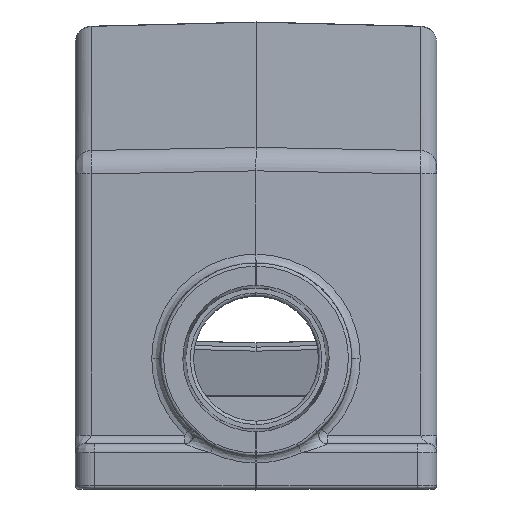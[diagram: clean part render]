
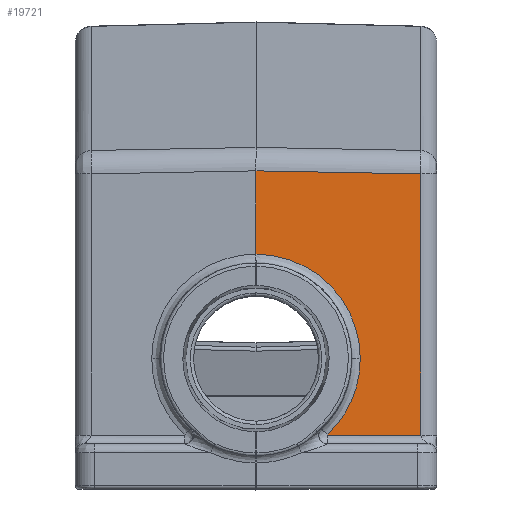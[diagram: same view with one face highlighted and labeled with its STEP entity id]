
A CAD part, top view. The second image highlights one B-rep face of the part: STEP entity #19721.
In plain terms, the highlighted planar face has unit normal (0.026, 0, 1).
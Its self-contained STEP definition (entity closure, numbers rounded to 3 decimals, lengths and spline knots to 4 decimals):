
#108 = FACE_OUTER_BOUND ( 'NONE', #7022, .T. ) ;
#2276 = CARTESIAN_POINT ( 'NONE',  ( 0.259, 3.5544, -1.3468 ) ) ;
#2491 = CARTESIAN_POINT ( 'NONE',  ( 1.1956, 3.0353, -1.3713 ) ) ;
#4504 = CARTESIAN_POINT ( 'NONE',  ( 2.5065, 5.11, -1.4056 ) ) ;
#5641 = CARTESIAN_POINT ( 'NONE',  ( 0.5117, 3.4938, -1.3534 ) ) ;
#6072 = CARTESIAN_POINT ( 'NONE',  ( 0.4124, 3.5242, -1.3508 ) ) ;
#6256 = CARTESIAN_POINT ( 'NONE',  ( 1.562, 1.7075, -1.3809 ) ) ;
#6475 = CARTESIAN_POINT ( 'NONE',  ( 1.5823, 1.8493, -1.3814 ) ) ;
#6911 = CARTESIAN_POINT ( 'NONE',  ( 1.2333, 0.9809, -1.3723 ) ) ;
#6998 = CARTESIAN_POINT ( 'NONE',  ( 1.5865, 1.986, -1.3815 ) ) ;
#7022 = EDGE_LOOP ( 'NONE', ( #28637, #13805, #41586, #19052, #44075, #29603 ) ) ;
#8254 = B_SPLINE_CURVE_WITH_KNOTS ( 'NONE', 3,
 ( #32646, #8734, #36030, #39817, #2276, #43391, #6072, #5641, #32423, #26370, #42958, #36249, #2491, #9382, #32864, #39368, #26145, #22586, #23015, #29510, #25708, #12518, #19457, #9166, #12965 ),
 .UNSPECIFIED., .F., .F.,
 ( 4, 1, 2, 2, 2, 2, 2, 2, 2, 1, 1, 2, 2, 4 ),
 ( 0., 0.0625, 0.0937, 0.125, 0.25, 0.375, 0.5, 0.625, 0.75, 0.8125, 0.8437, 0.8594, 0.875, 1. ),
 .UNSPECIFIED. ) ;
#8467 = B_SPLINE_CURVE_WITH_KNOTS ( 'NONE', 3,
 ( #43796, #26334, #6475, #37095, #6256, #20082, #19874, #33940, #10226, #16938, #19650, #23430, #30587, #13600, #27214, #6911, #20526, #23211 ),
 .UNSPECIFIED., .F., .F.,
 ( 4, 1, 1, 1, 2, 2, 2, 1, 2, 2, 4 ),
 ( 0., 0.125, 0.1875, 0.2187, 0.2344, 0.25, 0.5, 0.625, 0.6875, 0.75, 1. ),
 .UNSPECIFIED. ) ;
#8734 = CARTESIAN_POINT ( 'NONE',  ( 0.0522, 3.5759, -1.3414 ) ) ;
#9166 = CARTESIAN_POINT ( 'NONE',  ( 1.5865, 2.0906, -1.3815 ) ) ;
#9382 = CARTESIAN_POINT ( 'NONE',  ( 1.2613, 2.9551, -1.373 ) ) ;
#9823 = VECTOR ( 'NONE', #28126, 39.3701 ) ;
#10030 = LINE ( 'NONE', #14271, #11871 ) ;
#10226 = CARTESIAN_POINT ( 'NONE',  ( 1.5306, 1.5543, -1.3801 ) ) ;
#10306 = VERTEX_POINT ( 'NONE', #27721 ) ;
#11225 = CARTESIAN_POINT ( 'NONE',  ( 2.5065, 4.7981, -1.4056 ) ) ;
#11871 = VECTOR ( 'NONE', #34848, 39.3701 ) ;
#12518 = CARTESIAN_POINT ( 'NONE',  ( 1.5533, 2.3095, -1.3807 ) ) ;
#12965 = CARTESIAN_POINT ( 'NONE',  ( 1.5865, 1.986, -1.3815 ) ) ;
#13600 = CARTESIAN_POINT ( 'NONE',  ( 1.3266, 1.1144, -1.3747 ) ) ;
#13703 = DIRECTION ( 'NONE',  ( 0.026, 0., 1. ) ) ;
#13805 = ORIENTED_EDGE ( 'NONE', *, *, #15347, .T. ) ;
#14271 = CARTESIAN_POINT ( 'NONE',  ( 0., 5.11, -1.34 ) ) ;
#14528 = VERTEX_POINT ( 'NONE', #18198 ) ;
#14782 = VERTEX_POINT ( 'NONE', #6998 ) ;
#15347 = EDGE_CURVE ( 'NONE', #14782, #10306, #8467, .T. ) ;
#16194 = EDGE_CURVE ( 'NONE', #10306, #31530, #27676, .T. ) ;
#16832 = PLANE ( 'NONE',  #27738 ) ;
#16938 = CARTESIAN_POINT ( 'NONE',  ( 1.4978, 1.4514, -1.3792 ) ) ;
#17367 = CARTESIAN_POINT ( 'NONE',  ( 0., 3.576, -1.34 ) ) ;
#18198 = CARTESIAN_POINT ( 'NONE',  ( 0., 4.844, -1.34 ) ) ;
#19052 = ORIENTED_EDGE ( 'NONE', *, *, #33120, .T. ) ;
#19137 = EDGE_CURVE ( 'NONE', #32167, #14782, #8254, .T. ) ;
#19457 = CARTESIAN_POINT ( 'NONE',  ( 1.5763, 2.1941, -1.3813 ) ) ;
#19650 = CARTESIAN_POINT ( 'NONE',  ( 1.433, 1.3022, -1.3775 ) ) ;
#19721 = ADVANCED_FACE ( '1127', ( #108 ), #16832, .T. ) ;
#19874 = CARTESIAN_POINT ( 'NONE',  ( 1.5556, 1.6739, -1.3807 ) ) ;
#20068 = LINE ( 'NONE', #40213, #26424 ) ;
#20082 = CARTESIAN_POINT ( 'NONE',  ( 1.5582, 1.6873, -1.3808 ) ) ;
#20526 = CARTESIAN_POINT ( 'NONE',  ( 1.1622, 0.8993, -1.3704 ) ) ;
#22586 = CARTESIAN_POINT ( 'NONE',  ( 1.5117, 2.4728, -1.3796 ) ) ;
#23015 = CARTESIAN_POINT ( 'NONE',  ( 1.5359, 2.3854, -1.3802 ) ) ;
#23211 = CARTESIAN_POINT ( 'NONE',  ( 1.0828, 0.825, -1.3684 ) ) ;
#23430 = CARTESIAN_POINT ( 'NONE',  ( 1.3969, 1.2296, -1.3766 ) ) ;
#25116 = EDGE_CURVE ( 'NONE', #37378, #14528, #20068, .T. ) ;
#25708 = CARTESIAN_POINT ( 'NONE',  ( 1.5506, 2.3222, -1.3806 ) ) ;
#26145 = CARTESIAN_POINT ( 'NONE',  ( 1.4855, 2.5461, -1.3789 ) ) ;
#26334 = CARTESIAN_POINT ( 'NONE',  ( 1.5865, 1.9312, -1.3815 ) ) ;
#26370 = CARTESIAN_POINT ( 'NONE',  ( 0.7953, 3.3647, -1.3608 ) ) ;
#26424 = VECTOR ( 'NONE', #40650, 39.3701 ) ;
#27214 = CARTESIAN_POINT ( 'NONE',  ( 1.3116, 1.0919, -1.3743 ) ) ;
#27676 = LINE ( 'NONE', #34404, #9823 ) ;
#27721 = CARTESIAN_POINT ( 'NONE',  ( 1.0828, 0.825, -1.3684 ) ) ;
#27738 = AXIS2_PLACEMENT_3D ( 'NONE', #40777, #13703, #40984 ) ;
#28126 = DIRECTION ( 'NONE',  ( 1., 0., -0.026 ) ) ;
#28637 = ORIENTED_EDGE ( 'NONE', *, *, #19137, .T. ) ;
#29510 = CARTESIAN_POINT ( 'NONE',  ( 1.5449, 2.3475, -1.3805 ) ) ;
#29603 = ORIENTED_EDGE ( 'NONE', *, *, #40283, .F. ) ;
#29884 = CARTESIAN_POINT ( 'NONE',  ( 2.5065, 0.825, -1.4056 ) ) ;
#30587 = CARTESIAN_POINT ( 'NONE',  ( 1.3554, 1.1601, -1.3755 ) ) ;
#31530 = VERTEX_POINT ( 'NONE', #29884 ) ;
#32167 = VERTEX_POINT ( 'NONE', #17367 ) ;
#32423 = CARTESIAN_POINT ( 'NONE',  ( 0.704, 3.4137, -1.3584 ) ) ;
#32646 = CARTESIAN_POINT ( 'NONE',  ( 0., 3.576, -1.34 ) ) ;
#32864 = CARTESIAN_POINT ( 'NONE',  ( 1.3769, 2.7819, -1.3761 ) ) ;
#33120 = EDGE_CURVE ( 'NONE', #31530, #37378, #38238, .T. ) ;
#33940 = CARTESIAN_POINT ( 'NONE',  ( 1.5542, 1.6671, -1.3807 ) ) ;
#34404 = CARTESIAN_POINT ( 'NONE',  ( 0., 0.825, -1.34 ) ) ;
#34656 = DIRECTION ( 'NONE',  ( 0., 1., 0. ) ) ;
#34848 = DIRECTION ( 'NONE',  ( 0., 1., 0. ) ) ;
#36030 = CARTESIAN_POINT ( 'NONE',  ( 0.1302, 3.5719, -1.3434 ) ) ;
#36249 = CARTESIAN_POINT ( 'NONE',  ( 1.0484, 3.1828, -1.3675 ) ) ;
#37095 = CARTESIAN_POINT ( 'NONE',  ( 1.57, 1.7547, -1.3811 ) ) ;
#37378 = VERTEX_POINT ( 'NONE', #11225 ) ;
#38238 = LINE ( 'NONE', #4504, #38795 ) ;
#38795 = VECTOR ( 'NONE', #34656, 39.3701 ) ;
#39368 = CARTESIAN_POINT ( 'NONE',  ( 1.4257, 2.6904, -1.3773 ) ) ;
#39817 = CARTESIAN_POINT ( 'NONE',  ( 0.2076, 3.5622, -1.3454 ) ) ;
#40213 = CARTESIAN_POINT ( 'NONE',  ( 2.5065, 4.7981, -1.4056 ) ) ;
#40283 = EDGE_CURVE ( 'NONE', #32167, #14528, #10030, .T. ) ;
#40650 = DIRECTION ( 'NONE',  ( -0.999, 0.018, 0.026 ) ) ;
#40777 = CARTESIAN_POINT ( 'NONE',  ( 0., 5.11, -1.34 ) ) ;
#40984 = DIRECTION ( 'NONE',  ( 1., 0., -0.026 ) ) ;
#41586 = ORIENTED_EDGE ( 'NONE', *, *, #16194, .T. ) ;
#42958 = CARTESIAN_POINT ( 'NONE',  ( 0.9684, 3.2487, -1.3654 ) ) ;
#43391 = CARTESIAN_POINT ( 'NONE',  ( 0.2848, 3.5499, -1.3475 ) ) ;
#43796 = CARTESIAN_POINT ( 'NONE',  ( 1.5865, 1.986, -1.3815 ) ) ;
#44075 = ORIENTED_EDGE ( 'NONE', *, *, #25116, .T. ) ;
